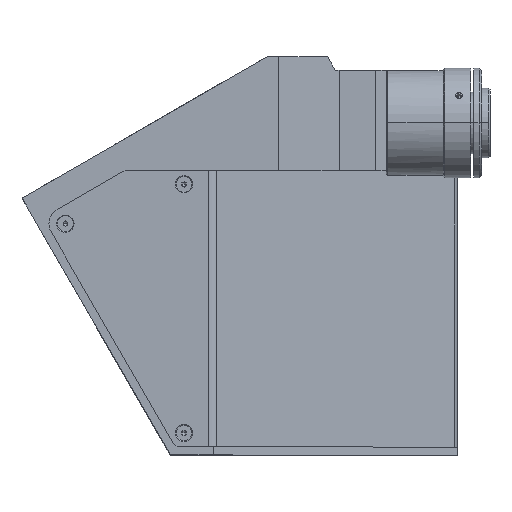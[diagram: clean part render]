
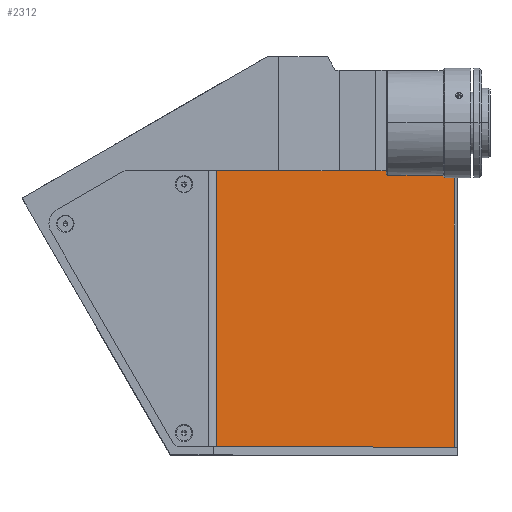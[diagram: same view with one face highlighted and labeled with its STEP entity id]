
A CAD part, top view. The second image highlights one B-rep face of the part: STEP entity #2312.
In plain terms, the highlighted planar face has unit normal (0.707, 0, 0.707).
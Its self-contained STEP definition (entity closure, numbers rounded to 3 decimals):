
#14 = VECTOR ( 'NONE', #7121, 1000. ) ;
#602 = VERTEX_POINT ( 'NONE', #9735 ) ;
#749 = CARTESIAN_POINT ( 'NONE',  ( -25.615, -59., 344.496 ) ) ;
#854 = LINE ( 'NONE', #7400, #6387 ) ;
#2057 = CARTESIAN_POINT ( 'NONE',  ( -25.615, -59., 344.496 ) ) ;
#2312 = ADVANCED_FACE ( 'NONE', ( #10645 ), #11708, .T. ) ;
#2615 = DIRECTION ( 'NONE',  ( 0.707, 0., -0.707 ) ) ;
#3560 = CARTESIAN_POINT ( 'NONE',  ( 61.414, -59., 257.466 ) ) ;
#3949 = EDGE_CURVE ( 'NONE', #10055, #602, #4863, .T. ) ;
#4014 = ORIENTED_EDGE ( 'NONE', *, *, #3949, .T. ) ;
#4549 = EDGE_LOOP ( 'NONE', ( #9582, #11370, #4014, #6976 ) ) ;
#4819 = CARTESIAN_POINT ( 'NONE',  ( -25.615, 41.5, 344.496 ) ) ;
#4863 = LINE ( 'NONE', #8504, #7692 ) ;
#5268 = LINE ( 'NONE', #749, #14 ) ;
#5327 = AXIS2_PLACEMENT_3D ( 'NONE', #3560, #7953, #9921 ) ;
#6088 = VERTEX_POINT ( 'NONE', #4819 ) ;
#6387 = VECTOR ( 'NONE', #11018, 1000. ) ;
#6976 = ORIENTED_EDGE ( 'NONE', *, *, #10756, .F. ) ;
#7121 = DIRECTION ( 'NONE',  ( 0., 1., 0. ) ) ;
#7389 = LINE ( 'NONE', #10885, #8716 ) ;
#7400 = CARTESIAN_POINT ( 'NONE',  ( 60.828, -59., 258.052 ) ) ;
#7692 = VECTOR ( 'NONE', #11223, 1000. ) ;
#7953 = DIRECTION ( 'NONE',  ( 0.707, 0., 0.707 ) ) ;
#8329 = CARTESIAN_POINT ( 'NONE',  ( 60.828, 41.5, 258.052 ) ) ;
#8504 = CARTESIAN_POINT ( 'NONE',  ( 61.414, -59., 257.466 ) ) ;
#8716 = VECTOR ( 'NONE', #2615, 1000. ) ;
#8723 = EDGE_CURVE ( 'NONE', #6088, #9188, #7389, .T. ) ;
#9188 = VERTEX_POINT ( 'NONE', #8329 ) ;
#9582 = ORIENTED_EDGE ( 'NONE', *, *, #8723, .F. ) ;
#9608 = EDGE_CURVE ( 'NONE', #10055, #6088, #5268, .T. ) ;
#9735 = CARTESIAN_POINT ( 'NONE',  ( 60.828, -59., 258.052 ) ) ;
#9921 = DIRECTION ( 'NONE',  ( -0.707, 0., 0.707 ) ) ;
#10055 = VERTEX_POINT ( 'NONE', #2057 ) ;
#10645 = FACE_OUTER_BOUND ( 'NONE', #4549, .T. ) ;
#10756 = EDGE_CURVE ( 'NONE', #9188, #602, #854, .T. ) ;
#10885 = CARTESIAN_POINT ( 'NONE',  ( 61.414, 41.5, 257.466 ) ) ;
#11018 = DIRECTION ( 'NONE',  ( 0., -1., 0. ) ) ;
#11223 = DIRECTION ( 'NONE',  ( 0.707, 0., -0.707 ) ) ;
#11370 = ORIENTED_EDGE ( 'NONE', *, *, #9608, .F. ) ;
#11708 = PLANE ( 'NONE',  #5327 ) ;
